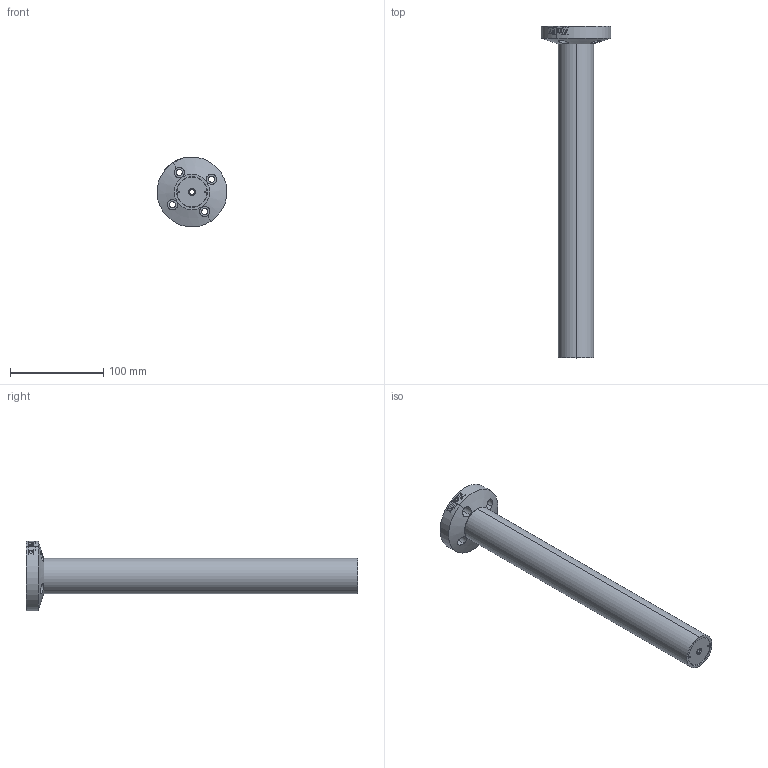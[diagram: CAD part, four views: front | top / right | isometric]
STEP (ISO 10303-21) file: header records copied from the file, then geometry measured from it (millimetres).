
FILE_DESCRIPTION (( 'STEP AP203' ), '1' );
FILE_NAME ('NPHR38-356.STEP', '2020-06-11T02:46:35', ( '' ), ( '' ), 'SwSTEP 2.0', 'SolidWorks 2016', '' );
FILE_SCHEMA (( 'CONFIG_CONTROL_DESIGN' ));
Length unit declared in the file: millimetre
Products named in the file (1): NPHR38-356
Bounding box: 74.89 x 356 x 74.89 mm (x, y, z)
Surface area: 55724 mm2 (no closed solid volume)
Topology: 0 solids, 12 shells, 65 faces, 426 edges, 372 vertices
Faces by surface type: cylinder 40, plane 15, cone 6, bspline 2, torus 2
Entity records: 4716 total; most frequent: CARTESIAN_POINT 1930, ORIENTED_EDGE 530, EDGE_CURVE 426, DIRECTION 398, VERTEX_POINT 372, B_SPLINE_CURVE_WITH_KNOTS 254, AXIS2_PLACEMENT_3D 162, CIRCLE 98
